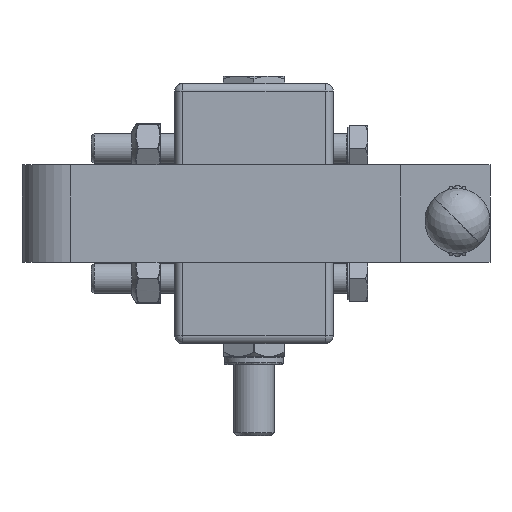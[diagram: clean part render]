
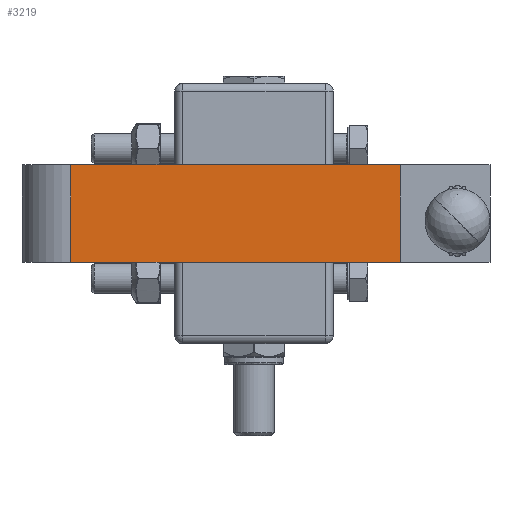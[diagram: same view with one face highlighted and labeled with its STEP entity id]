
A CAD part, front view. The second image highlights one B-rep face of the part: STEP entity #3219.
In plain terms, the highlighted face is planar.
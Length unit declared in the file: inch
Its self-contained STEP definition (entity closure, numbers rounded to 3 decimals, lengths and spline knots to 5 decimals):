
#2835=CARTESIAN_POINT('',(-6.4375,-12.1875,0.75));
#2836=VERTEX_POINT('',#2835);
#2854=CARTESIAN_POINT('',(-6.4375,-12.1875,-0.75));
#2855=VERTEX_POINT('',#2854);
#2863=CARTESIAN_POINT('',(-6.4375,-12.1875,-0.75));
#2864=DIRECTION('',(0.0,0.0,1.0));
#2865=VECTOR('',#2864,1.5);
#2866=LINE('',#2863,#2865);
#2867=EDGE_CURVE('',#2855,#2836,#2866,.T.);
#2953=CARTESIAN_POINT('',(-1.375,-12.1875,-0.75));
#2954=VERTEX_POINT('',#2953);
#2961=CARTESIAN_POINT('',(-6.4375,-12.1875,-0.75));
#2962=DIRECTION('',(1.0,0.0,0.0));
#2963=VECTOR('',#2962,5.0625);
#2964=LINE('',#2961,#2963);
#2965=EDGE_CURVE('',#2855,#2954,#2964,.T.);
#3184=CARTESIAN_POINT('',(-1.375,-12.1875,0.75));
#3185=VERTEX_POINT('',#3184);
#3192=CARTESIAN_POINT('',(-1.375,-12.1875,-0.75));
#3193=DIRECTION('',(0.0,0.0,1.0));
#3194=VECTOR('',#3193,1.5);
#3195=LINE('',#3192,#3194);
#3196=EDGE_CURVE('',#2954,#3185,#3195,.T.);
#3203=CARTESIAN_POINT('',(-1.375,-12.1875,0.0));
#3204=DIRECTION('',(0.0,-1.0,0.0));
#3205=DIRECTION('',(0.0,0.0,-1.0));
#3206=AXIS2_PLACEMENT_3D('',#3203,#3204,#3205);
#3207=PLANE('',#3206);
#3208=ORIENTED_EDGE('',*,*,#2867,.F.);
#3209=ORIENTED_EDGE('',*,*,#2965,.T.);
#3210=ORIENTED_EDGE('',*,*,#3196,.T.);
#3211=CARTESIAN_POINT('',(-1.375,-12.1875,0.75));
#3212=DIRECTION('',(-1.0,0.0,0.0));
#3213=VECTOR('',#3212,5.0625);
#3214=LINE('',#3211,#3213);
#3215=EDGE_CURVE('',#3185,#2836,#3214,.T.);
#3216=ORIENTED_EDGE('',*,*,#3215,.T.);
#3217=EDGE_LOOP('',(#3208,#3209,#3210,#3216));
#3218=FACE_OUTER_BOUND('',#3217,.T.);
#3219=ADVANCED_FACE('',(#3218),#3207,.T.);
